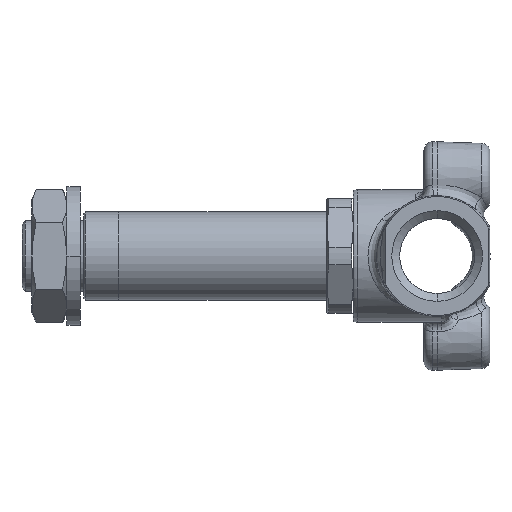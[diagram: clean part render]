
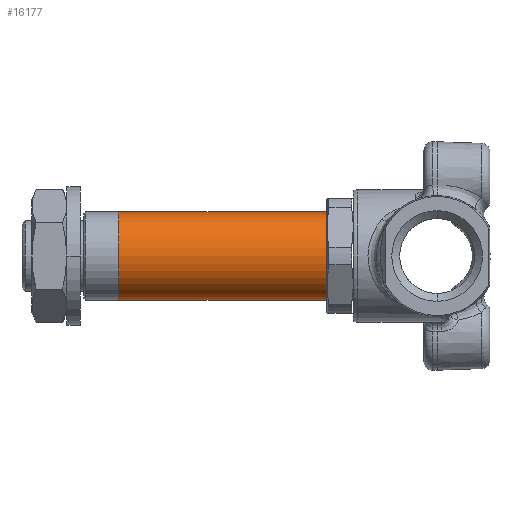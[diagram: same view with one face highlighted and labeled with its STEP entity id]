
A CAD part, left-side view. The second image highlights one B-rep face of the part: STEP entity #16177.
In plain terms, the highlighted cylindrical face has radius 5 mm (diameter 10 mm), a partial arc.
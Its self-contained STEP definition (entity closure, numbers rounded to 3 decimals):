
#2 = DIRECTION ( 'NONE',  ( 0., 0., -1. ) ) ;
#476 = CIRCLE ( 'NONE', #3987, 5. ) ;
#752 = EDGE_CURVE ( 'NONE', #13295, #3531, #12537, .T. ) ;
#2575 = DIRECTION ( 'NONE',  ( 0., -1., 0. ) ) ;
#2836 = EDGE_LOOP ( 'NONE', ( #11892, #10957, #15558, #13177 ) ) ;
#3268 = DIRECTION ( 'NONE',  ( 0., -1., 0. ) ) ;
#3531 = VERTEX_POINT ( 'NONE', #16074 ) ;
#3987 = AXIS2_PLACEMENT_3D ( 'NONE', #10437, #2575, #11767 ) ;
#5292 = LINE ( 'NONE', #7858, #10009 ) ;
#7082 = CARTESIAN_POINT ( 'NONE',  ( 0., 24., -5. ) ) ;
#7606 = CARTESIAN_POINT ( 'NONE',  ( 0., 0.5, 0. ) ) ;
#7858 = CARTESIAN_POINT ( 'NONE',  ( 0., -20.739, -5. ) ) ;
#8372 = CARTESIAN_POINT ( 'NONE',  ( 0., -20.739, 5. ) ) ;
#8433 = VERTEX_POINT ( 'NONE', #9819 ) ;
#8900 = DIRECTION ( 'NONE',  ( 0., 0., -1. ) ) ;
#8920 = EDGE_CURVE ( 'NONE', #16425, #8433, #5292, .T. ) ;
#9003 = VECTOR ( 'NONE', #3268, 1000. ) ;
#9819 = CARTESIAN_POINT ( 'NONE',  ( 0., 0.5, -5. ) ) ;
#10009 = VECTOR ( 'NONE', #14417, 1000. ) ;
#10437 = CARTESIAN_POINT ( 'NONE',  ( 0., 24., 0. ) ) ;
#10700 = FACE_OUTER_BOUND ( 'NONE', #2836, .T. ) ;
#10957 = ORIENTED_EDGE ( 'NONE', *, *, #15847, .T. ) ;
#11741 = AXIS2_PLACEMENT_3D ( 'NONE', #17073, #13033, #2 ) ;
#11767 = DIRECTION ( 'NONE',  ( 0., 0., 1. ) ) ;
#11892 = ORIENTED_EDGE ( 'NONE', *, *, #752, .F. ) ;
#12537 = LINE ( 'NONE', #8372, #9003 ) ;
#12568 = CYLINDRICAL_SURFACE ( 'NONE', #11741, 5. ) ;
#12791 = EDGE_CURVE ( 'NONE', #8433, #3531, #15430, .T. ) ;
#13033 = DIRECTION ( 'NONE',  ( 0., -1., 0. ) ) ;
#13177 = ORIENTED_EDGE ( 'NONE', *, *, #12791, .T. ) ;
#13295 = VERTEX_POINT ( 'NONE', #14035 ) ;
#14035 = CARTESIAN_POINT ( 'NONE',  ( 0., 24., 5. ) ) ;
#14417 = DIRECTION ( 'NONE',  ( 0., -1., 0. ) ) ;
#14608 = AXIS2_PLACEMENT_3D ( 'NONE', #7606, #16883, #8900 ) ;
#15430 = CIRCLE ( 'NONE', #14608, 5. ) ;
#15558 = ORIENTED_EDGE ( 'NONE', *, *, #8920, .T. ) ;
#15847 = EDGE_CURVE ( 'NONE', #13295, #16425, #476, .T. ) ;
#16074 = CARTESIAN_POINT ( 'NONE',  ( 0., 0.5, 5. ) ) ;
#16177 = ADVANCED_FACE ( 'NONE', ( #10700 ), #12568, .T. ) ;
#16425 = VERTEX_POINT ( 'NONE', #7082 ) ;
#16883 = DIRECTION ( 'NONE',  ( 0., 1., 0. ) ) ;
#17073 = CARTESIAN_POINT ( 'NONE',  ( 0., -20.739, 0. ) ) ;
